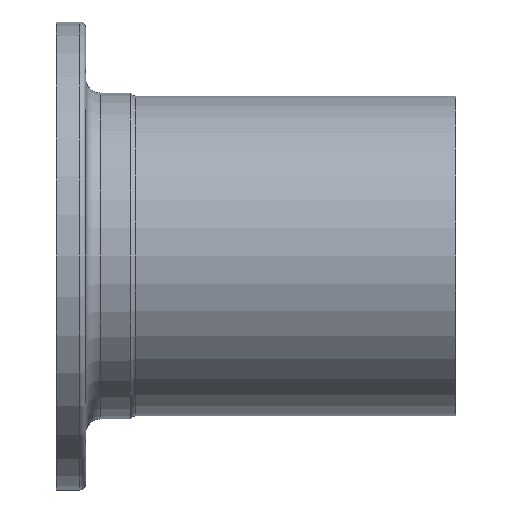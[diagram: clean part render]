
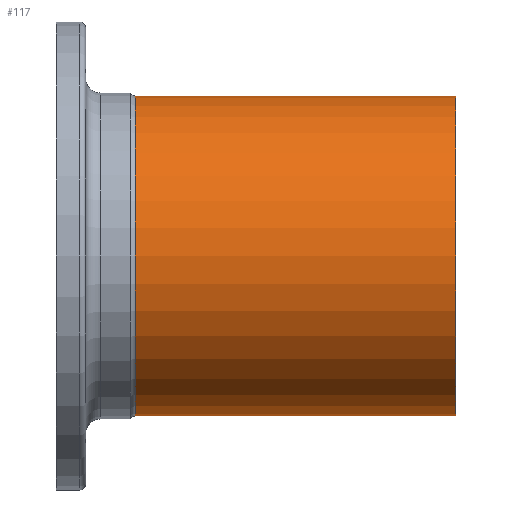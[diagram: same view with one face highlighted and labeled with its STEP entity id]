
A CAD part, front view. The second image highlights one B-rep face of the part: STEP entity #117.
In plain terms, the highlighted cylindrical face has radius 54 mm (diameter 108 mm), a full revolution.
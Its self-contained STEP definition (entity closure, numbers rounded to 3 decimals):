
#14=CYLINDRICAL_SURFACE($,#135,54.);
#24=FACE_BOUND($,#49,.T.);
#35=FACE_OUTER_BOUND($,#48,.T.);
#48=EDGE_LOOP($,(#98));
#49=EDGE_LOOP($,(#99));
#64=CIRCLE($,#134,54.);
#65=CIRCLE($,#136,54.);
#74=VERTEX_POINT($,#201);
#75=VERTEX_POINT($,#204);
#84=EDGE_CURVE($,#74,#74,#64,.T.);
#85=EDGE_CURVE($,#75,#75,#65,.T.);
#98=ORIENTED_EDGE($,*,*,#85,.T.);
#99=ORIENTED_EDGE($,*,*,#84,.F.);
#117=ADVANCED_FACE($,(#35,#24),#14,.T.);
#134=AXIS2_PLACEMENT_3D($,#202,#164,#165);
#135=AXIS2_PLACEMENT_3D($,#203,#166,#167);
#136=AXIS2_PLACEMENT_3D($,#205,#168,#169);
#164=DIRECTION('center_axis',(-1.,0.,0.));
#165=DIRECTION('ref_axis',(0.,-1.,0.));
#166=DIRECTION('center_axis',(-1.,0.,0.));
#167=DIRECTION('ref_axis',(0.,-1.,0.));
#168=DIRECTION('center_axis',(-1.,0.,0.));
#169=DIRECTION('ref_axis',(0.,-1.,0.));
#201=CARTESIAN_POINT('',(26.732,54.,0.));
#202=CARTESIAN_POINT('Origin',(26.732,0.,0.));
#203=CARTESIAN_POINT('Origin',(80.,0.,0.));
#204=CARTESIAN_POINT('',(135.,-54.,0.));
#205=CARTESIAN_POINT('Origin',(135.,0.,0.));
